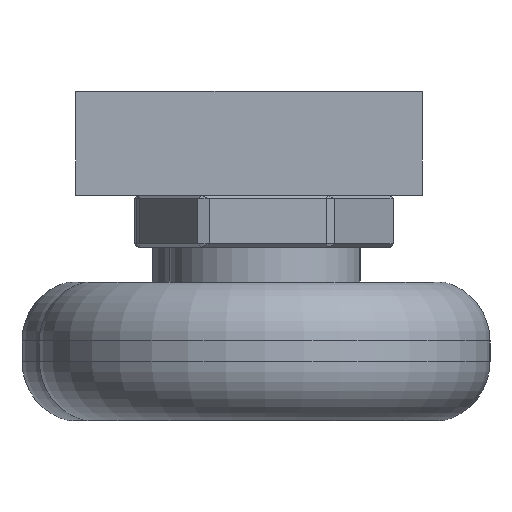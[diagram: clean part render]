
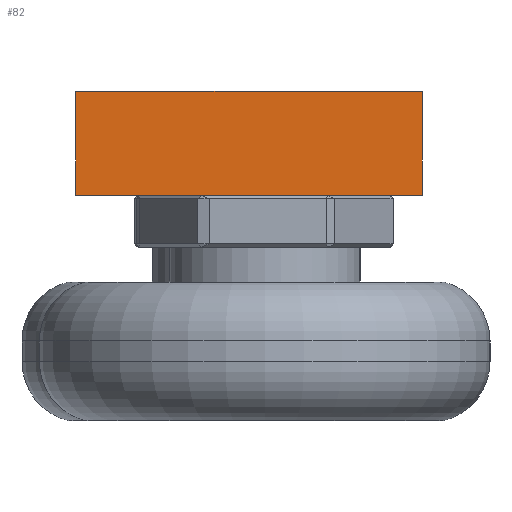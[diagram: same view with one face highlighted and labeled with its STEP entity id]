
A CAD part, left-side view. The second image highlights one B-rep face of the part: STEP entity #82.
In plain terms, the highlighted planar face has unit normal (-1, 0, 0).
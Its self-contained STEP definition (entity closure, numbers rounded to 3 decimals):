
#82 = ADVANCED_FACE ( 'NONE', ( #12381 ), #6554, .F. ) ;
#135 = DIRECTION ( 'NONE',  ( 0., 0., -1. ) ) ;
#252 = VECTOR ( 'NONE', #4585, 1000. ) ;
#524 = DIRECTION ( 'NONE',  ( 0., -1., 0. ) ) ;
#1063 = ORIENTED_EDGE ( 'NONE', *, *, #5781, .F. ) ;
#1234 = LINE ( 'NONE', #5061, #7128 ) ;
#1303 = VECTOR ( 'NONE', #524, 1000. ) ;
#1566 = CARTESIAN_POINT ( 'NONE',  ( -50., 10., 3. ) ) ;
#1673 = LINE ( 'NONE', #4645, #252 ) ;
#1693 = EDGE_CURVE ( 'NONE', #2229, #6244, #1673, .T. ) ;
#2229 = VERTEX_POINT ( 'NONE', #8010 ) ;
#2785 = VERTEX_POINT ( 'NONE', #11941 ) ;
#3027 = VECTOR ( 'NONE', #135, 1000. ) ;
#3085 = EDGE_CURVE ( 'NONE', #6743, #2785, #8813, .T. ) ;
#3110 = AXIS2_PLACEMENT_3D ( 'NONE', #7472, #6617, #10473 ) ;
#4585 = DIRECTION ( 'NONE',  ( 0., 0., -1. ) ) ;
#4645 = CARTESIAN_POINT ( 'NONE',  ( -50., -10., 3. ) ) ;
#4973 = CARTESIAN_POINT ( 'NONE',  ( -50., 10., 3. ) ) ;
#5061 = CARTESIAN_POINT ( 'NONE',  ( -50., -10., 3. ) ) ;
#5781 = EDGE_CURVE ( 'NONE', #6743, #2229, #1234, .T. ) ;
#6074 = EDGE_CURVE ( 'NONE', #2785, #6244, #9943, .T. ) ;
#6216 = CARTESIAN_POINT ( 'NONE',  ( -50., -10., -3. ) ) ;
#6244 = VERTEX_POINT ( 'NONE', #6765 ) ;
#6554 = PLANE ( 'NONE',  #3110 ) ;
#6617 = DIRECTION ( 'NONE',  ( 1., 0., 0. ) ) ;
#6743 = VERTEX_POINT ( 'NONE', #1566 ) ;
#6765 = CARTESIAN_POINT ( 'NONE',  ( -50., -10., -3. ) ) ;
#7128 = VECTOR ( 'NONE', #11950, 1000. ) ;
#7370 = EDGE_LOOP ( 'NONE', ( #12442, #9784, #1063, #9492 ) ) ;
#7472 = CARTESIAN_POINT ( 'NONE',  ( -50., -10., 3. ) ) ;
#8010 = CARTESIAN_POINT ( 'NONE',  ( -50., -10., 3. ) ) ;
#8813 = LINE ( 'NONE', #4973, #3027 ) ;
#9492 = ORIENTED_EDGE ( 'NONE', *, *, #3085, .T. ) ;
#9784 = ORIENTED_EDGE ( 'NONE', *, *, #1693, .F. ) ;
#9943 = LINE ( 'NONE', #6216, #1303 ) ;
#10473 = DIRECTION ( 'NONE',  ( 0., 1., 0. ) ) ;
#11941 = CARTESIAN_POINT ( 'NONE',  ( -50., 10., -3. ) ) ;
#11950 = DIRECTION ( 'NONE',  ( 0., -1., 0. ) ) ;
#12381 = FACE_OUTER_BOUND ( 'NONE', #7370, .T. ) ;
#12442 = ORIENTED_EDGE ( 'NONE', *, *, #6074, .T. ) ;
